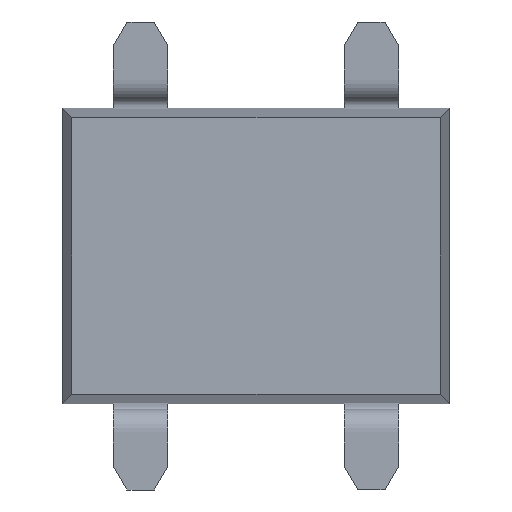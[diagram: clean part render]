
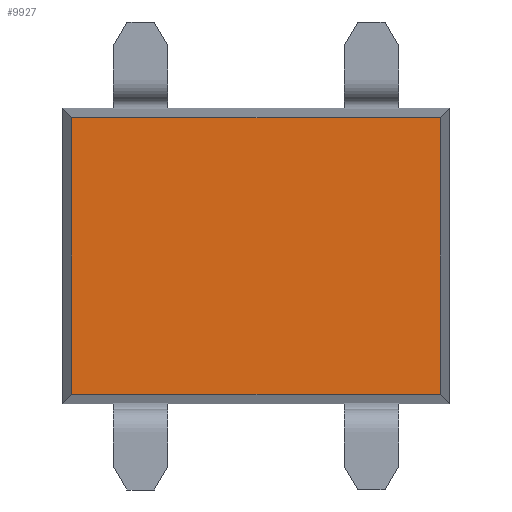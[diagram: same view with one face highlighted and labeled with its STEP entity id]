
A CAD part, front view. The second image highlights one B-rep face of the part: STEP entity #9927.
In plain terms, the highlighted planar face has unit normal (0, -1, 0).
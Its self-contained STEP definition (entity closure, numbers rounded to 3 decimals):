
#743 = VERTEX_POINT ( 'NONE', #1814 ) ;
#1015 = VERTEX_POINT ( 'NONE', #11700 ) ;
#1036 = LINE ( 'NONE', #11296, #18556 ) ;
#1729 = LINE ( 'NONE', #4901, #13753 ) ;
#1745 = PLANE ( 'NONE',  #17543 ) ;
#1814 = CARTESIAN_POINT ( 'NONE',  ( 6.592, 0.076, -7.435 ) ) ;
#2961 = EDGE_CURVE ( 'NONE', #743, #5402, #19537, .T. ) ;
#3272 = DIRECTION ( 'NONE',  ( 1., 0., 0. ) ) ;
#4615 = EDGE_CURVE ( 'NONE', #1015, #743, #1729, .T. ) ;
#4901 = CARTESIAN_POINT ( 'NONE',  ( 0., 0.076, -7.435 ) ) ;
#5268 = EDGE_CURVE ( 'NONE', #5402, #5558, #21205, .T. ) ;
#5402 = VERTEX_POINT ( 'NONE', #6929 ) ;
#5558 = VERTEX_POINT ( 'NONE', #7354 ) ;
#6929 = CARTESIAN_POINT ( 'NONE',  ( 6.592, 0.076, -1.341 ) ) ;
#7060 = EDGE_LOOP ( 'NONE', ( #17794, #17947, #18744, #10594 ) ) ;
#7354 = CARTESIAN_POINT ( 'NONE',  ( -1.512, 0.076, -1.341 ) ) ;
#7712 = VECTOR ( 'NONE', #13028, 1000. ) ;
#9927 = ADVANCED_FACE ( 'NONE', ( #21215 ), #1745, .F. ) ;
#10594 = ORIENTED_EDGE ( 'NONE', *, *, #4615, .T. ) ;
#11296 = CARTESIAN_POINT ( 'NONE',  ( -1.512, 0.076, 0. ) ) ;
#11700 = CARTESIAN_POINT ( 'NONE',  ( -1.512, 0.076, -7.435 ) ) ;
#12925 = CARTESIAN_POINT ( 'NONE',  ( 0., 0.076, -1.341 ) ) ;
#13028 = DIRECTION ( 'NONE',  ( -1., 0., 0. ) ) ;
#13106 = DIRECTION ( 'NONE',  ( 0., 0., 1. ) ) ;
#13152 = CARTESIAN_POINT ( 'NONE',  ( 0., 0.076, 0. ) ) ;
#13753 = VECTOR ( 'NONE', #3272, 1000. ) ;
#14698 = CARTESIAN_POINT ( 'NONE',  ( 6.592, 0.076, 0. ) ) ;
#16236 = DIRECTION ( 'NONE',  ( 0., 0., 1. ) ) ;
#17543 = AXIS2_PLACEMENT_3D ( 'NONE', #13152, #19482, #16236 ) ;
#17794 = ORIENTED_EDGE ( 'NONE', *, *, #2961, .T. ) ;
#17947 = ORIENTED_EDGE ( 'NONE', *, *, #5268, .T. ) ;
#18556 = VECTOR ( 'NONE', #21168, 1000. ) ;
#18744 = ORIENTED_EDGE ( 'NONE', *, *, #19206, .T. ) ;
#19206 = EDGE_CURVE ( 'NONE', #5558, #1015, #1036, .T. ) ;
#19297 = VECTOR ( 'NONE', #13106, 1000. ) ;
#19482 = DIRECTION ( 'NONE',  ( 0., 1., 0. ) ) ;
#19537 = LINE ( 'NONE', #14698, #19297 ) ;
#21168 = DIRECTION ( 'NONE',  ( 0., 0., -1. ) ) ;
#21205 = LINE ( 'NONE', #12925, #7712 ) ;
#21215 = FACE_OUTER_BOUND ( 'NONE', #7060, .T. ) ;
